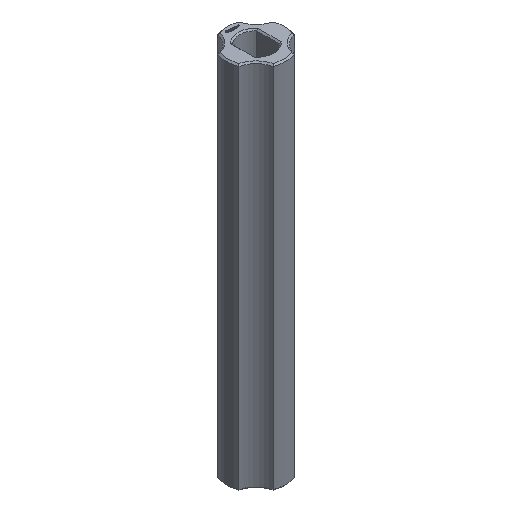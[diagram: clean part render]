
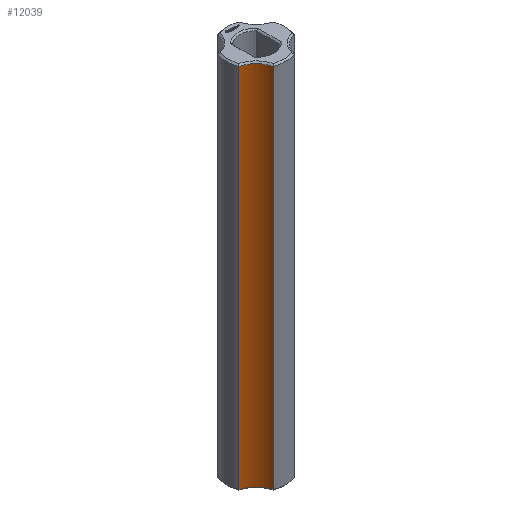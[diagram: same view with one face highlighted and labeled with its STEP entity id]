
A CAD part, isometric view. The second image highlights one B-rep face of the part: STEP entity #12039.
In plain terms, the highlighted cylindrical face has radius 5 mm (diameter 10 mm), a partial arc.
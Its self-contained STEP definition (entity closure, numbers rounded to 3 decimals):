
#189 = CYLINDRICAL_SURFACE('',#190,6.25);
#190 = AXIS2_PLACEMENT_3D('',#191,#192,#193);
#191 = CARTESIAN_POINT('',(0.,0.,0.));
#192 = DIRECTION('',(-0.,-0.,-1.));
#193 = DIRECTION('',(1.,0.,0.));
#625 = EDGE_CURVE('',#626,#628,#630,.T.);
#626 = VERTEX_POINT('',#627);
#627 = CARTESIAN_POINT('',(-2.225,-5.841,0.3));
#628 = VERTEX_POINT('',#629);
#629 = CARTESIAN_POINT('',(-2.225,-5.841,77.825));
#630 = SURFACE_CURVE('',#631,(#635,#642),.PCURVE_S1.);
#631 = LINE('',#632,#633);
#632 = CARTESIAN_POINT('',(-2.225,-5.841,0.));
#633 = VECTOR('',#634,1.);
#634 = DIRECTION('',(0.,0.,1.));
#635 = PCURVE('',#189,#636);
#636 = DEFINITIONAL_REPRESENTATION('',(#637),#641);
#637 = LINE('',#638,#639);
#638 = CARTESIAN_POINT('',(-4.348,0.));
#639 = VECTOR('',#640,1.);
#640 = DIRECTION('',(-0.,-1.));
#641 = ( GEOMETRIC_REPRESENTATION_CONTEXT(2) 
PARAMETRIC_REPRESENTATION_CONTEXT() REPRESENTATION_CONTEXT('2D SPACE',''
  ) );
#642 = PCURVE('',#643,#648);
#643 = CYLINDRICAL_SURFACE('',#644,5.);
#644 = AXIS2_PLACEMENT_3D('',#645,#646,#647);
#645 = CARTESIAN_POINT('',(-7.071,-7.071,0.));
#646 = DIRECTION('',(-0.,-0.,-1.));
#647 = DIRECTION('',(1.,0.,0.));
#648 = DEFINITIONAL_REPRESENTATION('',(#649),#653);
#649 = LINE('',#650,#651);
#650 = CARTESIAN_POINT('',(-0.249,0.));
#651 = VECTOR('',#652,1.);
#652 = DIRECTION('',(-0.,-1.));
#653 = ( GEOMETRIC_REPRESENTATION_CONTEXT(2) 
PARAMETRIC_REPRESENTATION_CONTEXT() REPRESENTATION_CONTEXT('2D SPACE',''
  ) );
#832 = CONICAL_SURFACE('',#833,5.,0.785);
#833 = AXIS2_PLACEMENT_3D('',#834,#835,#836);
#834 = CARTESIAN_POINT('',(-7.071,-7.071,0.3));
#835 = DIRECTION('',(-0.,-0.,-1.));
#836 = DIRECTION('',(0.969,0.246,0.));
#1149 = CONICAL_SURFACE('',#1150,5.,0.785);
#1150 = AXIS2_PLACEMENT_3D('',#1151,#1152,#1153);
#1151 = CARTESIAN_POINT('',(-7.071,-7.071,77.825));
#1152 = DIRECTION('',(0.,0.,1.));
#1153 = DIRECTION('',(0.969,0.246,0.));
#12039 = ADVANCED_FACE('',(#12040),#643,.F.);
#12040 = FACE_BOUND('',#12041,.T.);
#12041 = EDGE_LOOP('',(#12042,#12043,#12067,#12095));
#12042 = ORIENTED_EDGE('',*,*,#625,.T.);
#12043 = ORIENTED_EDGE('',*,*,#12044,.T.);
#12044 = EDGE_CURVE('',#628,#12045,#12047,.T.);
#12045 = VERTEX_POINT('',#12046);
#12046 = CARTESIAN_POINT('',(-5.841,-2.225,77.825));
#12047 = SURFACE_CURVE('',#12048,(#12053,#12060),.PCURVE_S1.);
#12048 = CIRCLE('',#12049,5.);
#12049 = AXIS2_PLACEMENT_3D('',#12050,#12051,#12052);
#12050 = CARTESIAN_POINT('',(-7.071,-7.071,77.825));
#12051 = DIRECTION('',(0.,-0.,1.));
#12052 = DIRECTION('',(0.969,0.246,0.));
#12053 = PCURVE('',#643,#12054);
#12054 = DEFINITIONAL_REPRESENTATION('',(#12055),#12059);
#12055 = LINE('',#12056,#12057);
#12056 = CARTESIAN_POINT('',(-0.249,-77.825));
#12057 = VECTOR('',#12058,1.);
#12058 = DIRECTION('',(-1.,0.));
#12059 = ( GEOMETRIC_REPRESENTATION_CONTEXT(2) 
PARAMETRIC_REPRESENTATION_CONTEXT() REPRESENTATION_CONTEXT('2D SPACE',''
  ) );
#12060 = PCURVE('',#1149,#12061);
#12061 = DEFINITIONAL_REPRESENTATION('',(#12062),#12066);
#12062 = LINE('',#12063,#12064);
#12063 = CARTESIAN_POINT('',(0.,0.));
#12064 = VECTOR('',#12065,1.);
#12065 = DIRECTION('',(1.,0.));
#12066 = ( GEOMETRIC_REPRESENTATION_CONTEXT(2) 
PARAMETRIC_REPRESENTATION_CONTEXT() REPRESENTATION_CONTEXT('2D SPACE',''
  ) );
#12067 = ORIENTED_EDGE('',*,*,#12068,.F.);
#12068 = EDGE_CURVE('',#12069,#12045,#12071,.T.);
#12069 = VERTEX_POINT('',#12070);
#12070 = CARTESIAN_POINT('',(-5.841,-2.225,0.3));
#12071 = SURFACE_CURVE('',#12072,(#12076,#12083),.PCURVE_S1.);
#12072 = LINE('',#12073,#12074);
#12073 = CARTESIAN_POINT('',(-5.841,-2.225,0.));
#12074 = VECTOR('',#12075,1.);
#12075 = DIRECTION('',(0.,0.,1.));
#12076 = PCURVE('',#643,#12077);
#12077 = DEFINITIONAL_REPRESENTATION('',(#12078),#12082);
#12078 = LINE('',#12079,#12080);
#12079 = CARTESIAN_POINT('',(-1.322,0.));
#12080 = VECTOR('',#12081,1.);
#12081 = DIRECTION('',(-0.,-1.));
#12082 = ( GEOMETRIC_REPRESENTATION_CONTEXT(2) 
PARAMETRIC_REPRESENTATION_CONTEXT() REPRESENTATION_CONTEXT('2D SPACE',''
  ) );
#12083 = PCURVE('',#12084,#12089);
#12084 = CYLINDRICAL_SURFACE('',#12085,6.25);
#12085 = AXIS2_PLACEMENT_3D('',#12086,#12087,#12088);
#12086 = CARTESIAN_POINT('',(0.,0.,0.));
#12087 = DIRECTION('',(-0.,-0.,-1.));
#12088 = DIRECTION('',(1.,0.,0.));
#12089 = DEFINITIONAL_REPRESENTATION('',(#12090),#12094);
#12090 = LINE('',#12091,#12092);
#12091 = CARTESIAN_POINT('',(-3.506,0.));
#12092 = VECTOR('',#12093,1.);
#12093 = DIRECTION('',(-0.,-1.));
#12094 = ( GEOMETRIC_REPRESENTATION_CONTEXT(2) 
PARAMETRIC_REPRESENTATION_CONTEXT() REPRESENTATION_CONTEXT('2D SPACE',''
  ) );
#12095 = ORIENTED_EDGE('',*,*,#12096,.F.);
#12096 = EDGE_CURVE('',#626,#12069,#12097,.T.);
#12097 = SURFACE_CURVE('',#12098,(#12103,#12110),.PCURVE_S1.);
#12098 = CIRCLE('',#12099,5.);
#12099 = AXIS2_PLACEMENT_3D('',#12100,#12101,#12102);
#12100 = CARTESIAN_POINT('',(-7.071,-7.071,0.3));
#12101 = DIRECTION('',(0.,-0.,1.));
#12102 = DIRECTION('',(0.969,0.246,0.));
#12103 = PCURVE('',#643,#12104);
#12104 = DEFINITIONAL_REPRESENTATION('',(#12105),#12109);
#12105 = LINE('',#12106,#12107);
#12106 = CARTESIAN_POINT('',(-0.249,-0.3));
#12107 = VECTOR('',#12108,1.);
#12108 = DIRECTION('',(-1.,0.));
#12109 = ( GEOMETRIC_REPRESENTATION_CONTEXT(2) 
PARAMETRIC_REPRESENTATION_CONTEXT() REPRESENTATION_CONTEXT('2D SPACE',''
  ) );
#12110 = PCURVE('',#832,#12111);
#12111 = DEFINITIONAL_REPRESENTATION('',(#12112),#12116);
#12112 = LINE('',#12113,#12114);
#12113 = CARTESIAN_POINT('',(-0.,0.));
#12114 = VECTOR('',#12115,1.);
#12115 = DIRECTION('',(-1.,0.));
#12116 = ( GEOMETRIC_REPRESENTATION_CONTEXT(2) 
PARAMETRIC_REPRESENTATION_CONTEXT() REPRESENTATION_CONTEXT('2D SPACE',''
  ) );
